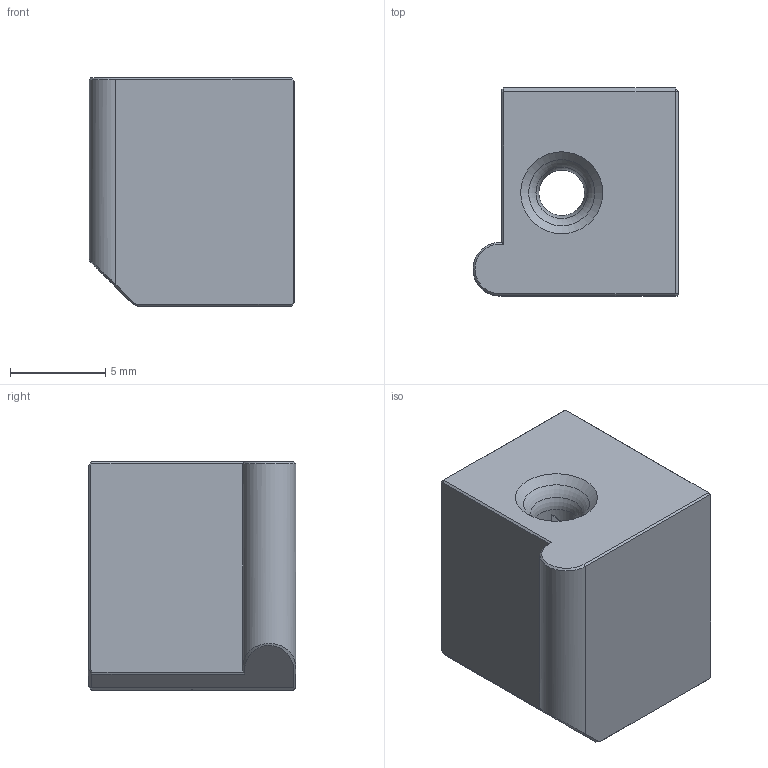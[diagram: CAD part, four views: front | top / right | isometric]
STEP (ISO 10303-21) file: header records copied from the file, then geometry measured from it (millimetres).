
FILE_DESCRIPTION(/* description */ (''),/* implementation_level */ '2;1');
FILE_NAME(/* name */ 'adapter-printer.step',/* time_stamp */ '2021-09-25T13:18:33+02:00',/* author */ (''),/* organization */ (''),/* preprocessor_version */ 'ST-DEVELOPER v18.1',/* originating_system */ 'Autodesk Translation Framework v10.10.0.1391',/* authorisation */ '');
FILE_SCHEMA (('AUTOMOTIVE_DESIGN { 1 0 10303 214 3 1 1 }'));
Length unit declared in the file: millimetre
Products named in the file (1): adapter-printer
Bounding box: 10.8 x 10.9 x 12 mm (x, y, z)
Volume: 902 mm3; surface area: 850.5 mm2
Topology: 1 solids, 1 shells, 49 faces, 124 edges, 75 vertices
Faces by surface type: plane 32, bspline 8, cylinder 3, cone 3, torus 3
Full cylindrical faces by diameter (mm): 2.4 x1, 8.003 x1
Entity records: 2447 total; most frequent: CARTESIAN_POINT 1291, ORIENTED_EDGE 248, DIRECTION 205, EDGE_CURVE 124, VERTEX_POINT 75, LINE 71, VECTOR 71, AXIS2_PLACEMENT_3D 67
